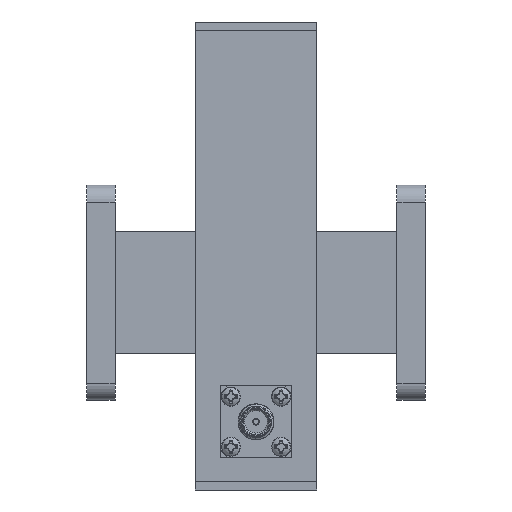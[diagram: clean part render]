
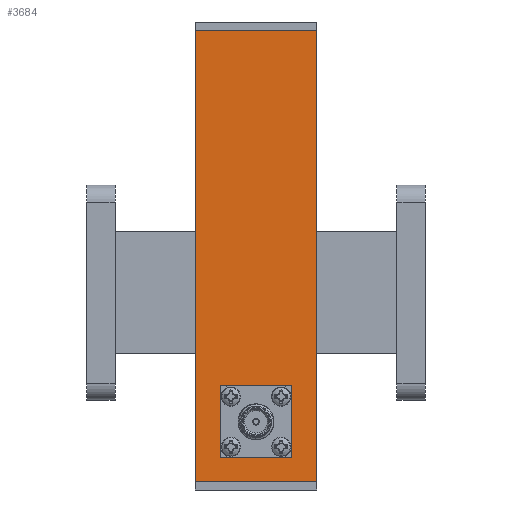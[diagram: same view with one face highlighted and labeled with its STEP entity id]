
A CAD part, front view. The second image highlights one B-rep face of the part: STEP entity #3684.
In plain terms, the highlighted planar face has unit normal (0, -1, 0).
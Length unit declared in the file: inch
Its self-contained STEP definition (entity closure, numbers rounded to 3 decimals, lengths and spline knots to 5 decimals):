
#163 = VERTEX_POINT ( 'NONE', #13462 ) ;
#227 = LINE ( 'NONE', #9912, #3771 ) ;
#233 = EDGE_CURVE ( 'NONE', #11161, #11587, #11012, .T. ) ;
#1073 = CARTESIAN_POINT ( 'NONE',  ( 0.425, -0.69252, 1.83071 ) ) ;
#1254 = ORIENTED_EDGE ( 'NONE', *, *, #14758, .F. ) ;
#1401 = CARTESIAN_POINT ( 'NONE',  ( -0.425, -0.69252, 1.88976 ) ) ;
#1591 = DIRECTION ( 'NONE',  ( 1., 0., 0. ) ) ;
#1777 = CARTESIAN_POINT ( 'NONE',  ( -0.2505, -0.69252, -1.15207 ) ) ;
#2047 = EDGE_CURVE ( 'NONE', #163, #10304, #4965, .T. ) ;
#2127 = DIRECTION ( 'NONE',  ( -1., 0., 0. ) ) ;
#2384 = DIRECTION ( 'NONE',  ( 0., 0., -1. ) ) ;
#2572 = EDGE_CURVE ( 'NONE', #11522, #11587, #6115, .T. ) ;
#2688 = PLANE ( 'NONE',  #4875 ) ;
#2814 = VERTEX_POINT ( 'NONE', #13903 ) ;
#3071 = ORIENTED_EDGE ( 'NONE', *, *, #2047, .F. ) ;
#3084 = VECTOR ( 'NONE', #3840, 39.37008 ) ;
#3600 = EDGE_CURVE ( 'NONE', #6413, #11161, #15530, .T. ) ;
#3684 = ADVANCED_FACE ( 'NONE', ( #5845, #5359 ), #2688, .F. ) ;
#3771 = VECTOR ( 'NONE', #9677, 39.37008 ) ;
#3840 = DIRECTION ( 'NONE',  ( -1., 0., 0. ) ) ;
#4297 = VERTEX_POINT ( 'NONE', #15191 ) ;
#4875 = AXIS2_PLACEMENT_3D ( 'NONE', #10159, #14972, #1591 ) ;
#4965 = LINE ( 'NONE', #9764, #5364 ) ;
#5359 = FACE_BOUND ( 'NONE', #15193, .T. ) ;
#5364 = VECTOR ( 'NONE', #12360, 39.37008 ) ;
#5399 = DIRECTION ( 'NONE',  ( 1., 0., 0. ) ) ;
#5576 = ORIENTED_EDGE ( 'NONE', *, *, #2572, .T. ) ;
#5845 = FACE_OUTER_BOUND ( 'NONE', #8428, .T. ) ;
#6038 = CARTESIAN_POINT ( 'NONE',  ( -0.425, -0.69252, 1.83071 ) ) ;
#6115 = LINE ( 'NONE', #1401, #12154 ) ;
#6144 = ORIENTED_EDGE ( 'NONE', *, *, #13557, .F. ) ;
#6382 = ORIENTED_EDGE ( 'NONE', *, *, #233, .F. ) ;
#6413 = VERTEX_POINT ( 'NONE', #1073 ) ;
#6538 = ORIENTED_EDGE ( 'NONE', *, *, #6822, .F. ) ;
#6638 = VECTOR ( 'NONE', #2384, 39.37008 ) ;
#6822 = EDGE_CURVE ( 'NONE', #2814, #4297, #14689, .T. ) ;
#6955 = CARTESIAN_POINT ( 'NONE',  ( 0.2505, -0.69252, -1.15207 ) ) ;
#8170 = CARTESIAN_POINT ( 'NONE',  ( -0.425, -0.69252, -1.3189 ) ) ;
#8428 = EDGE_LOOP ( 'NONE', ( #9055, #10121, #5576, #6382 ) ) ;
#9055 = ORIENTED_EDGE ( 'NONE', *, *, #3600, .F. ) ;
#9325 = CARTESIAN_POINT ( 'NONE',  ( -0.2505, -0.69252, -1.15207 ) ) ;
#9429 = VECTOR ( 'NONE', #13887, 39.37008 ) ;
#9437 = LINE ( 'NONE', #10542, #14363 ) ;
#9537 = CARTESIAN_POINT ( 'NONE',  ( 0.425, -0.69252, 1.88976 ) ) ;
#9677 = DIRECTION ( 'NONE',  ( -1., 0., 0. ) ) ;
#9764 = CARTESIAN_POINT ( 'NONE',  ( -0.2505, -0.69252, -1.15207 ) ) ;
#9912 = CARTESIAN_POINT ( 'NONE',  ( -0.425, -0.69252, 1.83071 ) ) ;
#10121 = ORIENTED_EDGE ( 'NONE', *, *, #12370, .T. ) ;
#10159 = CARTESIAN_POINT ( 'NONE',  ( -0.425, -0.69252, 1.88976 ) ) ;
#10304 = VERTEX_POINT ( 'NONE', #9325 ) ;
#10542 = CARTESIAN_POINT ( 'NONE',  ( -0.2505, -0.69252, -0.65107 ) ) ;
#10919 = DIRECTION ( 'NONE',  ( 0., 0., -1. ) ) ;
#11012 = LINE ( 'NONE', #14642, #3084 ) ;
#11161 = VERTEX_POINT ( 'NONE', #13702 ) ;
#11522 = VERTEX_POINT ( 'NONE', #6038 ) ;
#11587 = VERTEX_POINT ( 'NONE', #8170 ) ;
#12154 = VECTOR ( 'NONE', #10919, 39.37008 ) ;
#12360 = DIRECTION ( 'NONE',  ( 0., 0., -1. ) ) ;
#12370 = EDGE_CURVE ( 'NONE', #6413, #11522, #227, .T. ) ;
#12560 = LINE ( 'NONE', #1777, #13630 ) ;
#13462 = CARTESIAN_POINT ( 'NONE',  ( -0.2505, -0.69252, -0.65107 ) ) ;
#13557 = EDGE_CURVE ( 'NONE', #4297, #163, #9437, .T. ) ;
#13630 = VECTOR ( 'NONE', #5399, 39.37008 ) ;
#13702 = CARTESIAN_POINT ( 'NONE',  ( 0.425, -0.69252, -1.3189 ) ) ;
#13887 = DIRECTION ( 'NONE',  ( 0., 0., 1. ) ) ;
#13903 = CARTESIAN_POINT ( 'NONE',  ( 0.2505, -0.69252, -1.15207 ) ) ;
#14363 = VECTOR ( 'NONE', #2127, 39.37008 ) ;
#14642 = CARTESIAN_POINT ( 'NONE',  ( -0.425, -0.69252, -1.3189 ) ) ;
#14689 = LINE ( 'NONE', #6955, #9429 ) ;
#14758 = EDGE_CURVE ( 'NONE', #10304, #2814, #12560, .T. ) ;
#14972 = DIRECTION ( 'NONE',  ( 0., 1., 0. ) ) ;
#15191 = CARTESIAN_POINT ( 'NONE',  ( 0.2505, -0.69252, -0.65107 ) ) ;
#15193 = EDGE_LOOP ( 'NONE', ( #1254, #3071, #6144, #6538 ) ) ;
#15530 = LINE ( 'NONE', #9537, #6638 ) ;
